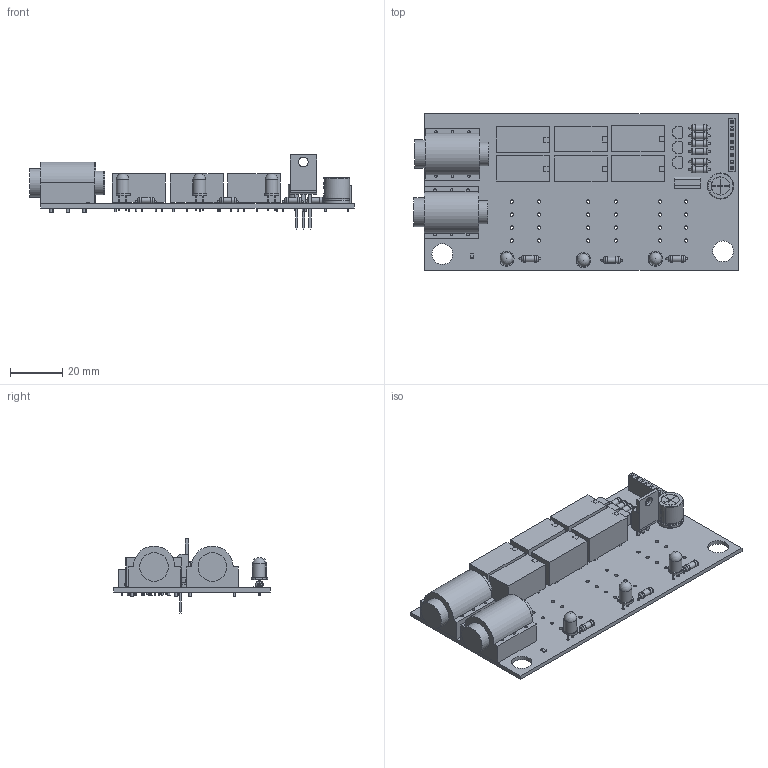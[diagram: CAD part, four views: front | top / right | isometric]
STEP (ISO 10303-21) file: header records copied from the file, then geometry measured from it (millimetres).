
FILE_DESCRIPTION(('KiCad electronic assembly'),'2;1');
FILE_NAME('Loop Board 3 Jackless Output.step','2024-07-12T17:53:36',( 'Pcbnew'),('Kicad'),'Open CASCADE STEP processor 7.7', 'KiCad to STEP converter','Unknown');
FILE_SCHEMA(('AUTOMOTIVE_DESIGN { 1 0 10303 214 1 1 1 1 }'));
Length unit declared in the file: millimetre
Products named in the file (20): Loop Board 3 Jackless Output 1; Relay_DPDT_Omron_G5V-2; SOLID; PinSocket_1x08_P2.54mm_Vertical; TO-92_Inline; LED_D5.0mm; R_Axial_DIN0207_L6.3mm_D2.5mm_P7.62mm_Horizontal; 3.5mm jack v3; TO-220-3_Vertical; R_0805_2012Metric; CP_Radial_D10.0mm_P3.50mm; Loop Board 3 Jackless Output PCB
Assembly tree (37 placements, depth 3):
  Loop Board 3 Jackless Output 1
    Relay_DPDT_Omron_G5V-2  x6
      SOLID
    PinSocket_1x08_P2.54mm_Vertical
      SOLID
    TO-92_Inline  x3
      SOLID
    LED_D5.0mm  x3
      SOLID
    R_Axial_DIN0207_L6.3mm_D2.5mm_P7.62mm_Horizontal  x9
      SOLID
    3.5mm jack v3  x2
      SOLID
    TO-220-3_Vertical
      SOLID
    R_0805_2012Metric
      SOLID
    CP_Radial_D10.0mm_P3.50mm
      SOLID
    Loop Board 3 Jackless Output PCB
Bounding box: 124.67 x 60 x 28.52 mm (x, y, z)
Volume: 39230.8 mm3; surface area: 29923.1 mm2
Topology: 28 solids, 29 shells, 1226 faces, 2981 edges, 1955 vertices
Faces by surface type: plane 937, cylinder 239, torus 38, bspline 5, revolution 4, sphere 3
Full cylindrical faces by diameter (mm): 0.5 x2, 0.6 x18, 0.7 x48, 0.75 x9, 0.8 x18, 0.9 x6, 1 x34, 1.1 x3, 1.3 x24, 1.4 x12, 2.25 x9, 2.5 x18, 3.735 x1, 4.9 x3, 7.985 x2, 9 x2, 11 x2
Entity records: 50732 total; most frequent: CARTESIAN_POINT 11475, DIRECTION 6612, LINE 4384, VECTOR 4384, ORIENTED_EDGE 3466, PCURVE 3466, DEFINITIONAL_REPRESENTATION 3466, EDGE_CURVE 1733
